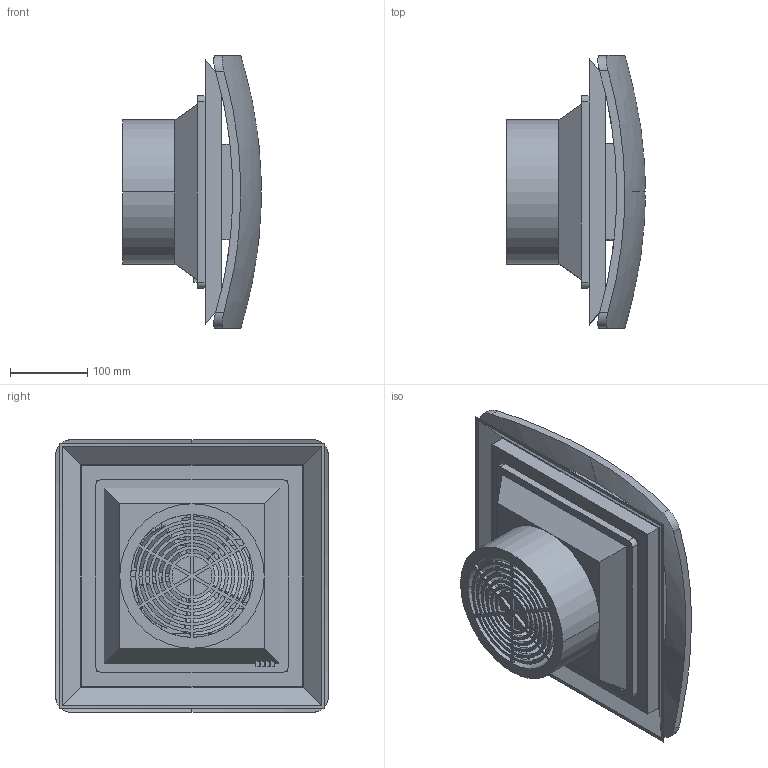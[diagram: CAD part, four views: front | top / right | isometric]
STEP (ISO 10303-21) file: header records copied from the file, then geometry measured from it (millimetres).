
FILE_DESCRIPTION (( 'STEP AP203' ), '1' );
FILE_NAME ('018610-02_Default.step', '2022-07-14T12:28:30', ( 'Windows User' ), ( '' ), 'SwSTEP 2.0', 'SolidWorks 2021', '' );
FILE_SCHEMA (( 'CONFIG_CONTROL_DESIGN' ));
Length unit declared in the file: inch
Products named in the file (1): 018610-02_Default
Bounding box: 180 x 354 x 354 mm (x, y, z)
Volume: 4695748.9 mm3; surface area: 895845.1 mm2
Topology: 1 solids, 1 shells, 480 faces, 1309 edges, 868 vertices
Faces by surface type: plane 361, cylinder 115, bspline 4
Entity records: 15700 total; most frequent: CARTESIAN_POINT 3220, ORIENTED_EDGE 2610, DIRECTION 2445, EDGE_CURVE 1305, LINE 995, VECTOR 995, VERTEX_POINT 868, AXIS2_PLACEMENT_3D 725
